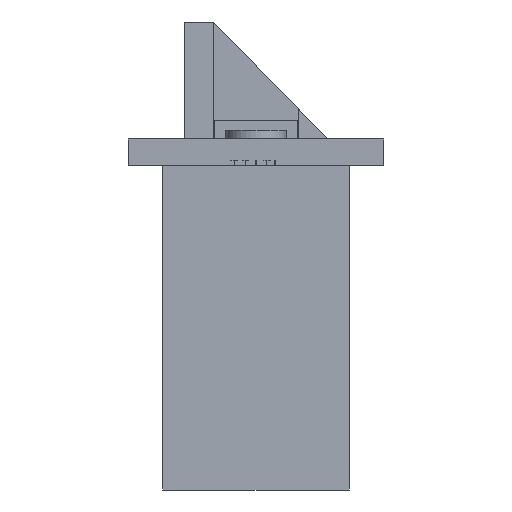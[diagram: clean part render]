
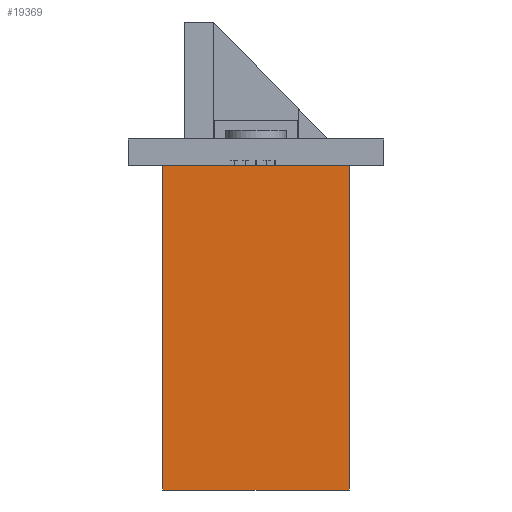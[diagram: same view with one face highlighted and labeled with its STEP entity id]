
A CAD part, front view. The second image highlights one B-rep face of the part: STEP entity #19369.
In plain terms, the highlighted planar face has unit normal (0, -1, 0).
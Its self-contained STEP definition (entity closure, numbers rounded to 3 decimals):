
#11 = CARTESIAN_POINT ( 'NONE',  ( -8.75, 27.9, 0. ) ) ;
#375 = ORIENTED_EDGE ( 'NONE', *, *, #20202, .T. ) ;
#646 = CARTESIAN_POINT ( 'NONE',  ( 8.75, 27.9, -30.5 ) ) ;
#991 = VECTOR ( 'NONE', #10615, 1000. ) ;
#1654 = VERTEX_POINT ( 'NONE', #12265 ) ;
#2082 = DIRECTION ( 'NONE',  ( -1., 0., 0. ) ) ;
#2429 = DIRECTION ( 'NONE',  ( 0., 0., 1. ) ) ;
#3776 = EDGE_LOOP ( 'NONE', ( #375, #21232, #21524, #22880 ) ) ;
#3960 = CARTESIAN_POINT ( 'NONE',  ( -8.75, 27.9, -30.5 ) ) ;
#4874 = EDGE_CURVE ( 'NONE', #1654, #20309, #18007, .T. ) ;
#5419 = CARTESIAN_POINT ( 'NONE',  ( 8.75, 27.9, 0. ) ) ;
#5676 = FACE_OUTER_BOUND ( 'NONE', #3776, .T. ) ;
#5984 = CARTESIAN_POINT ( 'NONE',  ( -8.75, 27.9, 0. ) ) ;
#6540 = VECTOR ( 'NONE', #7492, 1000. ) ;
#7492 = DIRECTION ( 'NONE',  ( -1., 0., 0. ) ) ;
#7817 = AXIS2_PLACEMENT_3D ( 'NONE', #9089, #10849, #2082 ) ;
#8587 = CARTESIAN_POINT ( 'NONE',  ( -8.75, 27.9, -30.5 ) ) ;
#9008 = PLANE ( 'NONE',  #7817 ) ;
#9089 = CARTESIAN_POINT ( 'NONE',  ( -8.75, 27.9, -30.5 ) ) ;
#10615 = DIRECTION ( 'NONE',  ( -1., 0., 0. ) ) ;
#10849 = DIRECTION ( 'NONE',  ( 0., 1., 0. ) ) ;
#12265 = CARTESIAN_POINT ( 'NONE',  ( 8.75, 27.9, -30.5 ) ) ;
#12507 = EDGE_CURVE ( 'NONE', #15831, #21517, #22812, .T. ) ;
#13444 = VECTOR ( 'NONE', #2429, 1000. ) ;
#14614 = EDGE_CURVE ( 'NONE', #1654, #15831, #15809, .T. ) ;
#15809 = LINE ( 'NONE', #15914, #991 ) ;
#15831 = VERTEX_POINT ( 'NONE', #8587 ) ;
#15914 = CARTESIAN_POINT ( 'NONE',  ( -8.75, 27.9, -30.5 ) ) ;
#18007 = LINE ( 'NONE', #646, #18284 ) ;
#18083 = LINE ( 'NONE', #5984, #6540 ) ;
#18284 = VECTOR ( 'NONE', #20216, 1000. ) ;
#19369 = ADVANCED_FACE ( 'NONE', ( #5676 ), #9008, .F. ) ;
#20202 = EDGE_CURVE ( 'NONE', #20309, #21517, #18083, .T. ) ;
#20216 = DIRECTION ( 'NONE',  ( 0., 0., 1. ) ) ;
#20309 = VERTEX_POINT ( 'NONE', #5419 ) ;
#21232 = ORIENTED_EDGE ( 'NONE', *, *, #12507, .F. ) ;
#21517 = VERTEX_POINT ( 'NONE', #11 ) ;
#21524 = ORIENTED_EDGE ( 'NONE', *, *, #14614, .F. ) ;
#22812 = LINE ( 'NONE', #3960, #13444 ) ;
#22880 = ORIENTED_EDGE ( 'NONE', *, *, #4874, .T. ) ;
